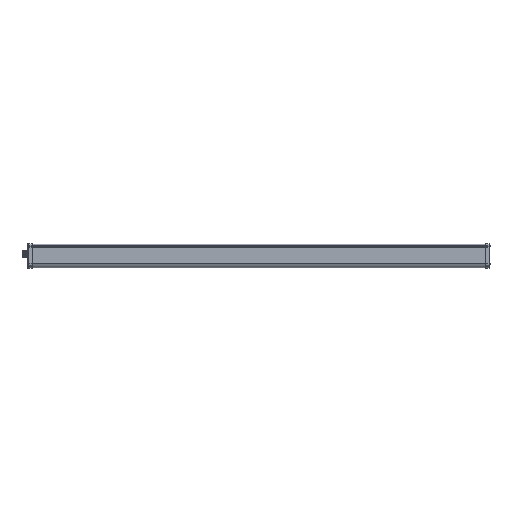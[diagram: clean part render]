
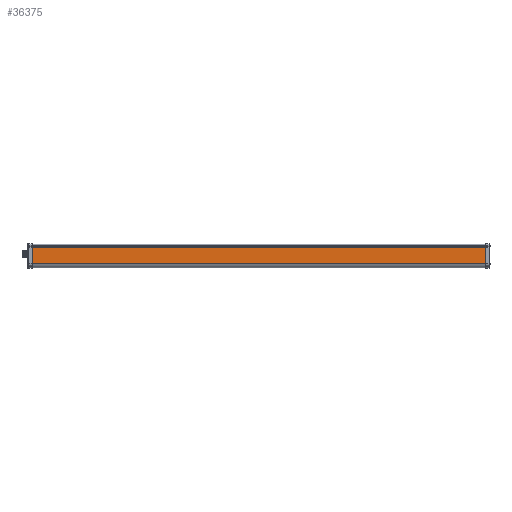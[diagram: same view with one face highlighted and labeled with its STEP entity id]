
A CAD part, top view. The second image highlights one B-rep face of the part: STEP entity #36375.
In plain terms, the highlighted planar face has unit normal (0, 0, 1).
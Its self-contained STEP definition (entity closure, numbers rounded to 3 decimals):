
#8099=DIRECTION('',(0.,-1.,0.));
#8100=VECTOR('',#8099,29.273);
#8101=CARTESIAN_POINT('',(431.5,-6.581,16.));
#8102=LINE('',#8101,#8100);
#8291=DIRECTION('',(0.,-1.,0.));
#8292=VECTOR('',#8291,1.146);
#8293=CARTESIAN_POINT('',(431.5,-35.854,16.));
#8294=LINE('',#8293,#8292);
#8295=DIRECTION('',(1.,0.,0.));
#8296=VECTOR('',#8295,863.);
#8297=CARTESIAN_POINT('',(-431.5,-37.,16.));
#8298=LINE('',#8297,#8296);
#8299=DIRECTION('',(0.,-1.,0.));
#8300=VECTOR('',#8299,1.146);
#8301=CARTESIAN_POINT('',(-431.5,-35.854,16.));
#8302=LINE('',#8301,#8300);
#8303=DIRECTION('',(-1.,0.,0.));
#8304=VECTOR('',#8303,863.);
#8305=CARTESIAN_POINT('',(431.5,-6.581,16.));
#8306=LINE('',#8305,#8304);
#28560=DIRECTION('',(0.,-1.,0.));
#28561=VECTOR('',#28560,29.273);
#28562=CARTESIAN_POINT('',(-431.5,-6.581,16.));
#28563=LINE('',#28562,#28561);
#29113=CARTESIAN_POINT('',(-431.5,-6.581,16.));
#29115=VERTEX_POINT('',#29113);
#29119=CARTESIAN_POINT('',(431.5,-6.581,16.));
#29120=VERTEX_POINT('',#29119);
#29575=CARTESIAN_POINT('',(-431.5,-35.854,16.));
#29577=VERTEX_POINT('',#29575);
#29601=CARTESIAN_POINT('',(-431.5,-37.,16.));
#29602=VERTEX_POINT('',#29601);
#30515=CARTESIAN_POINT('',(431.5,-35.854,16.));
#30517=VERTEX_POINT('',#30515);
#30545=CARTESIAN_POINT('',(431.5,-37.,16.));
#30546=VERTEX_POINT('',#30545);
#36358=CARTESIAN_POINT('',(-431.5,-6.414,16.));
#36359=DIRECTION('',(0.,0.,1.));
#36360=DIRECTION('',(0.,-1.,0.));
#36361=AXIS2_PLACEMENT_3D('',#36358,#36359,#36360);
#36362=PLANE('',#36361);
#36363=ORIENTED_EDGE('',*,*,#36335,.T.);
#36365=ORIENTED_EDGE('',*,*,#36364,.F.);
#36367=ORIENTED_EDGE('',*,*,#36366,.F.);
#36369=ORIENTED_EDGE('',*,*,#36368,.F.);
#36371=ORIENTED_EDGE('',*,*,#36370,.F.);
#36372=ORIENTED_EDGE('',*,*,#36154,.T.);
#36373=EDGE_LOOP('',(#36363,#36365,#36367,#36369,#36371,#36372));
#36374=FACE_OUTER_BOUND('',#36373,.F.);
#36375=ADVANCED_FACE('',(#36374),#36362,.T.);
#36154=EDGE_CURVE('',#29120,#30517,#8102,.T.);
#36335=EDGE_CURVE('',#30517,#30546,#8294,.T.);
#36364=EDGE_CURVE('',#29602,#30546,#8298,.T.);
#36366=EDGE_CURVE('',#29577,#29602,#8302,.T.);
#36368=EDGE_CURVE('',#29115,#29577,#28563,.T.);
#36370=EDGE_CURVE('',#29120,#29115,#8306,.T.);
